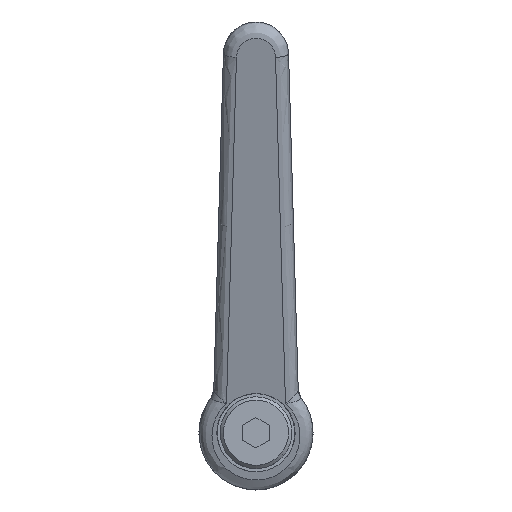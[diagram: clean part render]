
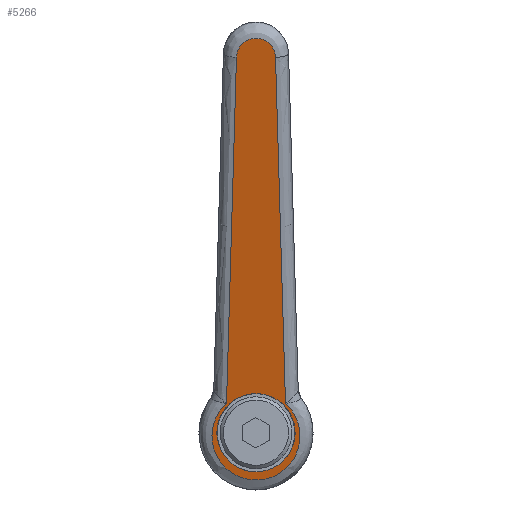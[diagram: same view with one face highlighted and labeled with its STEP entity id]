
A CAD part, top view. The second image highlights one B-rep face of the part: STEP entity #5266.
In plain terms, the highlighted free-form (B-spline) face has degree [1, 1] with [2, 2] control points.
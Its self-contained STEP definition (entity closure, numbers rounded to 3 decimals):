
#1873=CARTESIAN_POINT('',(4.424,4.054,30.087));
#1874=VERTEX_POINT('',#1873);
#1880=CARTESIAN_POINT('',(-6.,0.0,27.327));
#1881=VERTEX_POINT('',#1880);
#1882=CARTESIAN_POINT('',(4.424,4.054,30.087));
#1883=CARTESIAN_POINT('',(2.64,6.0,29.615));
#1884=CARTESIAN_POINT('',(0.,6.0,28.916));
#1885=CARTESIAN_POINT('',(-6.,6.0,27.327));
#1886=CARTESIAN_POINT('',(-6.,0.0,27.327));
#1894=(BOUNDED_CURVE()B_SPLINE_CURVE(2,(#1882,#1883,#1884,#1885,#1886),.UNSPECIFIED.,.F.,.U.)B_SPLINE_CURVE_WITH_KNOTS((3,2,3),(0.618,0.75,1.0),.UNSPECIFIED.)CURVE()GEOMETRIC_REPRESENTATION_ITEM()RATIONAL_B_SPLINE_CURVE((0.854,0.846,1.0,0.707,1.0))REPRESENTATION_ITEM(''));
#1895=EDGE_CURVE('',#1874,#1881,#1894,.T.);
#1897=CARTESIAN_POINT('',(4.3,-4.185,30.054));
#1898=VERTEX_POINT('',#1897);
#1899=CARTESIAN_POINT('',(-6.,0.0,27.327));
#1900=CARTESIAN_POINT('',(-6.,-6.,27.327));
#1901=CARTESIAN_POINT('',(0.,-6.,28.916));
#1902=CARTESIAN_POINT('',(2.533,-6.,29.586));
#1903=CARTESIAN_POINT('',(4.3,-4.185,30.054));
#1911=(BOUNDED_CURVE()B_SPLINE_CURVE(2,(#1899,#1900,#1901,#1902,#1903),.UNSPECIFIED.,.F.,.U.)B_SPLINE_CURVE_WITH_KNOTS((3,2,3),(0.0,0.25,0.377),.UNSPECIFIED.)CURVE()GEOMETRIC_REPRESENTATION_ITEM()RATIONAL_B_SPLINE_CURVE((1.0,0.707,1.0,0.851,0.854))REPRESENTATION_ITEM(''));
#1912=EDGE_CURVE('',#1881,#1898,#1911,.T.);
#1949=CARTESIAN_POINT('',(6.,0.,30.504));
#1950=VERTEX_POINT('',#1949);
#1951=CARTESIAN_POINT('',(4.3,-4.185,30.054));
#1952=CARTESIAN_POINT('',(6.,-2.438,30.504));
#1953=CARTESIAN_POINT('',(6.,0.,30.504));
#1961=(BOUNDED_CURVE()B_SPLINE_CURVE(2,(#1951,#1952,#1953),.UNSPECIFIED.,.F.,.U.)B_SPLINE_CURVE_WITH_KNOTS((3,3),(0.377,0.5),.UNSPECIFIED.)CURVE()GEOMETRIC_REPRESENTATION_ITEM()RATIONAL_B_SPLINE_CURVE((0.854,0.856,1.0))REPRESENTATION_ITEM(''));
#1962=EDGE_CURVE('',#1898,#1950,#1961,.T.);
#1964=CARTESIAN_POINT('',(6.,0.,30.504));
#1965=CARTESIAN_POINT('',(6.,2.333,30.504));
#1966=CARTESIAN_POINT('',(4.424,4.054,30.087));
#1974=(BOUNDED_CURVE()B_SPLINE_CURVE(2,(#1964,#1965,#1966),.UNSPECIFIED.,.F.,.U.)B_SPLINE_CURVE_WITH_KNOTS((3,3),(0.5,0.618),.UNSPECIFIED.)CURVE()GEOMETRIC_REPRESENTATION_ITEM()RATIONAL_B_SPLINE_CURVE((1.0,0.861,0.854))REPRESENTATION_ITEM(''));
#1975=EDGE_CURVE('',#1950,#1874,#1974,.T.);
#4268=CARTESIAN_POINT('',(4.498,4.524,30.107));
#4269=VERTEX_POINT('',#4268);
#4511=CARTESIAN_POINT('',(4.498,-4.524,30.107));
#4512=VERTEX_POINT('',#4511);
#4624=CARTESIAN_POINT('',(57.574,-2.999,44.162));
#4625=VERTEX_POINT('',#4624);
#4626=CARTESIAN_POINT('',(4.498,-4.524,30.107));
#4627=CARTESIAN_POINT('',(57.574,-2.999,44.162));
#4628=QUASI_UNIFORM_CURVE('',1,(#4626,#4627),.UNSPECIFIED.,.F.,.U.);
#4629=EDGE_CURVE('',#4512,#4625,#4628,.T.);
#4840=CARTESIAN_POINT('',(4.498,4.524,30.107));
#4841=CARTESIAN_POINT('',(1.391,7.964,29.284));
#4842=CARTESIAN_POINT('',(-2.935,6.3,28.138));
#4843=CARTESIAN_POINT('',(-7.262,4.636,26.993));
#4844=CARTESIAN_POINT('',(-7.262,0.,26.993));
#4845=CARTESIAN_POINT('',(-7.262,-4.636,26.993));
#4846=CARTESIAN_POINT('',(-2.935,-6.3,28.138));
#4847=CARTESIAN_POINT('',(1.391,-7.964,29.284));
#4848=CARTESIAN_POINT('',(4.498,-4.524,30.107));
#4856=(BOUNDED_CURVE()B_SPLINE_CURVE(2,(#4840,#4841,#4842,#4843,#4844,#4845,#4846,#4847,#4848),.UNSPECIFIED.,.F.,.U.)B_SPLINE_CURVE_WITH_KNOTS((3,2,2,2,3),(0.0,0.25,0.5,0.75,1.0),.UNSPECIFIED.)CURVE()GEOMETRIC_REPRESENTATION_ITEM()RATIONAL_B_SPLINE_CURVE((1.0,0.824,1.0,0.824,1.0,0.824,1.0,0.824,1.0))REPRESENTATION_ITEM(''));
#4857=EDGE_CURVE('',#4269,#4512,#4856,.T.);
#4926=CARTESIAN_POINT('',(57.574,2.999,44.162));
#4927=VERTEX_POINT('',#4926);
#4941=CARTESIAN_POINT('',(57.574,-2.999,44.162));
#4942=CARTESIAN_POINT('',(60.488,-2.915,44.933));
#4943=CARTESIAN_POINT('',(60.488,0.,44.933));
#4944=CARTESIAN_POINT('',(60.488,2.915,44.933));
#4945=CARTESIAN_POINT('',(57.574,2.999,44.162));
#4953=(BOUNDED_CURVE()B_SPLINE_CURVE(2,(#4941,#4942,#4943,#4944,#4945),.UNSPECIFIED.,.F.,.U.)B_SPLINE_CURVE_WITH_KNOTS((3,2,3),(0.0,0.5,1.0),.UNSPECIFIED.)CURVE()GEOMETRIC_REPRESENTATION_ITEM()RATIONAL_B_SPLINE_CURVE((1.0,0.717,1.0,0.717,1.0))REPRESENTATION_ITEM(''));
#4954=EDGE_CURVE('',#4625,#4927,#4953,.T.);
#4995=CARTESIAN_POINT('',(57.574,2.999,44.162));
#4996=CARTESIAN_POINT('',(4.498,4.524,30.107));
#4997=QUASI_UNIFORM_CURVE('',1,(#4995,#4996),.UNSPECIFIED.,.F.,.U.);
#4998=EDGE_CURVE('',#4927,#4269,#4997,.T.);
#5249=CARTESIAN_POINT('',(63.872,-7.419,45.83));
#5250=CARTESIAN_POINT('',(-10.646,-7.419,26.096));
#5251=CARTESIAN_POINT('',(63.872,7.419,45.83));
#5252=CARTESIAN_POINT('',(-10.646,7.419,26.096));
#5253=B_SPLINE_SURFACE_WITH_KNOTS('',1,1,((#5249,#5251),(#5250,#5252)),.UNSPECIFIED.,.F.,.F.,.U.,(2,2),(2,2),(0.0,77.087),(0.0,14.837),.UNSPECIFIED.);
#5254=ORIENTED_EDGE('',*,*,#4857,.T.);
#5255=ORIENTED_EDGE('',*,*,#4629,.T.);
#5256=ORIENTED_EDGE('',*,*,#4954,.T.);
#5257=ORIENTED_EDGE('',*,*,#4998,.T.);
#5258=EDGE_LOOP('',(#5254,#5255,#5256,#5257));
#5259=FACE_OUTER_BOUND('',#5258,.T.);
#5260=ORIENTED_EDGE('',*,*,#1975,.F.);
#5261=ORIENTED_EDGE('',*,*,#1962,.F.);
#5262=ORIENTED_EDGE('',*,*,#1912,.F.);
#5263=ORIENTED_EDGE('',*,*,#1895,.F.);
#5264=EDGE_LOOP('',(#5260,#5261,#5262,#5263));
#5265=FACE_BOUND('',#5264,.T.);
#5266=ADVANCED_FACE('',(#5259,#5265),#5253,.F.);
